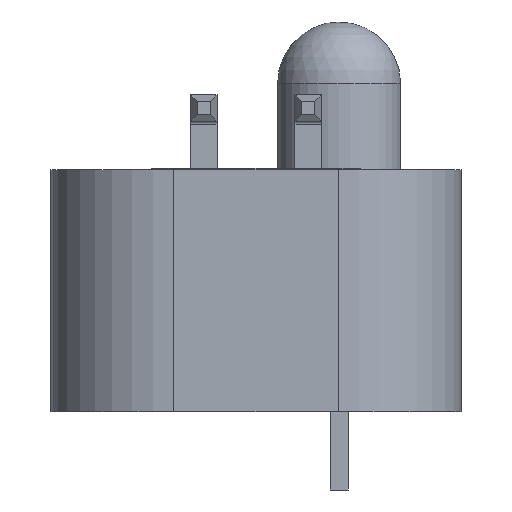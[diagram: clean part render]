
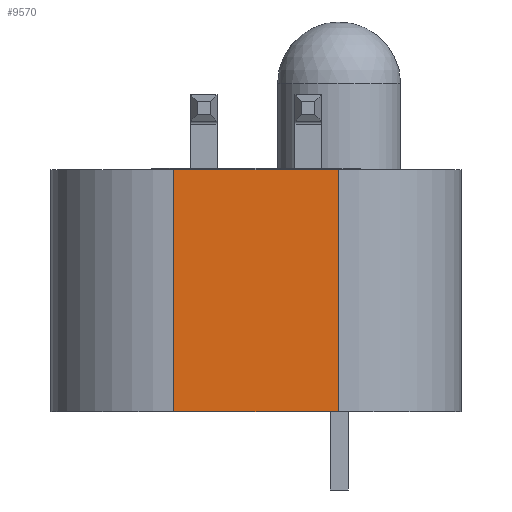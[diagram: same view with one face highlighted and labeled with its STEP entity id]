
A CAD part, front view. The second image highlights one B-rep face of the part: STEP entity #9570.
In plain terms, the highlighted planar face has unit normal (0, -1, 0).
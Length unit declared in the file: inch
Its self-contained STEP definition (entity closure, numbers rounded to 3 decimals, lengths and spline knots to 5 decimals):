
#8700 = PLANE('',#8701);
#8701 = AXIS2_PLACEMENT_3D('',#8702,#8703,#8704);
#8702 = CARTESIAN_POINT('',(-0.19685,0.3937,
    0.14567));
#8703 = DIRECTION('',(0.,0.,1.));
#8704 = DIRECTION('',(1.,0.,0.));
#8782 = VERTEX_POINT('',#8783);
#8783 = CARTESIAN_POINT('',(-0.07874,-0.3937,
    0.14567));
#8798 = CYLINDRICAL_SURFACE('',#8799,0.11811);
#8799 = AXIS2_PLACEMENT_3D('',#8800,#8801,#8802);
#8800 = CARTESIAN_POINT('',(-0.07874,-0.27559,
    -0.08661));
#8801 = DIRECTION('',(0.,0.,1.));
#8802 = DIRECTION('',(-1.,0.,0.));
#8810 = EDGE_CURVE('',#8811,#8782,#8813,.T.);
#8811 = VERTEX_POINT('',#8812);
#8812 = CARTESIAN_POINT('',(0.07874,-0.3937,
    0.14567));
#8813 = SURFACE_CURVE('',#8814,(#8818,#8825),.PCURVE_S1.);
#8814 = LINE('',#8815,#8816);
#8815 = CARTESIAN_POINT('',(0.19685,-0.3937,
    0.14567));
#8816 = VECTOR('',#8817,0.03937);
#8817 = DIRECTION('',(-1.,0.,0.));
#8818 = PCURVE('',#8700,#8819);
#8819 = DEFINITIONAL_REPRESENTATION('',(#8820),#8824);
#8820 = LINE('',#8821,#8822);
#8821 = CARTESIAN_POINT('',(0.394,-0.787));
#8822 = VECTOR('',#8823,1.);
#8823 = DIRECTION('',(-1.,0.));
#8824 = ( GEOMETRIC_REPRESENTATION_CONTEXT(2) 
PARAMETRIC_REPRESENTATION_CONTEXT() REPRESENTATION_CONTEXT('2D SPACE',''
  ) );
#8825 = PCURVE('',#8826,#8831);
#8826 = PLANE('',#8827);
#8827 = AXIS2_PLACEMENT_3D('',#8828,#8829,#8830);
#8828 = CARTESIAN_POINT('',(0.19685,-0.3937,
    -0.08661));
#8829 = DIRECTION('',(0.,1.,0.));
#8830 = DIRECTION('',(0.,0.,1.));
#8831 = DEFINITIONAL_REPRESENTATION('',(#8832),#8836);
#8832 = LINE('',#8833,#8834);
#8833 = CARTESIAN_POINT('',(0.232,0.));
#8834 = VECTOR('',#8835,1.);
#8835 = DIRECTION('',(0.,-1.));
#8836 = ( GEOMETRIC_REPRESENTATION_CONTEXT(2) 
PARAMETRIC_REPRESENTATION_CONTEXT() REPRESENTATION_CONTEXT('2D SPACE',''
  ) );
#8859 = CYLINDRICAL_SURFACE('',#8860,0.11811);
#8860 = AXIS2_PLACEMENT_3D('',#8861,#8862,#8863);
#8861 = CARTESIAN_POINT('',(0.07874,-0.27559,
    -0.08661));
#8862 = DIRECTION('',(0.,0.,1.));
#8863 = DIRECTION('',(1.,0.,-0.));
#9232 = PLANE('',#9233);
#9233 = AXIS2_PLACEMENT_3D('',#9234,#9235,#9236);
#9234 = CARTESIAN_POINT('',(-0.19685,-0.3937,
    -0.08661));
#9235 = DIRECTION('',(0.,0.,-1.));
#9236 = DIRECTION('',(-1.,0.,0.));
#9471 = VERTEX_POINT('',#9472);
#9472 = CARTESIAN_POINT('',(-0.07874,-0.3937,
    -0.08661));
#9498 = EDGE_CURVE('',#9471,#8782,#9499,.T.);
#9499 = SURFACE_CURVE('',#9500,(#9504,#9511),.PCURVE_S1.);
#9500 = LINE('',#9501,#9502);
#9501 = CARTESIAN_POINT('',(-0.07874,-0.3937,
    -0.08661));
#9502 = VECTOR('',#9503,0.03937);
#9503 = DIRECTION('',(0.,0.,1.));
#9504 = PCURVE('',#8798,#9505);
#9505 = DEFINITIONAL_REPRESENTATION('',(#9506),#9510);
#9506 = LINE('',#9507,#9508);
#9507 = CARTESIAN_POINT('',(1.571,0.));
#9508 = VECTOR('',#9509,1.);
#9509 = DIRECTION('',(0.,1.));
#9510 = ( GEOMETRIC_REPRESENTATION_CONTEXT(2) 
PARAMETRIC_REPRESENTATION_CONTEXT() REPRESENTATION_CONTEXT('2D SPACE',''
  ) );
#9511 = PCURVE('',#8826,#9512);
#9512 = DEFINITIONAL_REPRESENTATION('',(#9513),#9517);
#9513 = LINE('',#9514,#9515);
#9514 = CARTESIAN_POINT('',(0.,-0.276));
#9515 = VECTOR('',#9516,1.);
#9516 = DIRECTION('',(1.,0.));
#9517 = ( GEOMETRIC_REPRESENTATION_CONTEXT(2) 
PARAMETRIC_REPRESENTATION_CONTEXT() REPRESENTATION_CONTEXT('2D SPACE',''
  ) );
#9525 = VERTEX_POINT('',#9526);
#9526 = CARTESIAN_POINT('',(0.07874,-0.3937,
    -0.08661));
#9548 = EDGE_CURVE('',#9525,#8811,#9549,.T.);
#9549 = SURFACE_CURVE('',#9550,(#9554,#9561),.PCURVE_S1.);
#9550 = LINE('',#9551,#9552);
#9551 = CARTESIAN_POINT('',(0.07874,-0.3937,
    -0.08661));
#9552 = VECTOR('',#9553,0.03937);
#9553 = DIRECTION('',(0.,0.,1.));
#9554 = PCURVE('',#8859,#9555);
#9555 = DEFINITIONAL_REPRESENTATION('',(#9556),#9560);
#9556 = LINE('',#9557,#9558);
#9557 = CARTESIAN_POINT('',(-1.571,0.));
#9558 = VECTOR('',#9559,1.);
#9559 = DIRECTION('',(-0.,1.));
#9560 = ( GEOMETRIC_REPRESENTATION_CONTEXT(2) 
PARAMETRIC_REPRESENTATION_CONTEXT() REPRESENTATION_CONTEXT('2D SPACE',''
  ) );
#9561 = PCURVE('',#8826,#9562);
#9562 = DEFINITIONAL_REPRESENTATION('',(#9563),#9567);
#9563 = LINE('',#9564,#9565);
#9564 = CARTESIAN_POINT('',(0.,-0.118));
#9565 = VECTOR('',#9566,1.);
#9566 = DIRECTION('',(1.,0.));
#9567 = ( GEOMETRIC_REPRESENTATION_CONTEXT(2) 
PARAMETRIC_REPRESENTATION_CONTEXT() REPRESENTATION_CONTEXT('2D SPACE',''
  ) );
#9570 = ADVANCED_FACE('',(#9571),#8826,.F.);
#9571 = FACE_BOUND('',#9572,.F.);
#9572 = EDGE_LOOP('',(#9573,#9574,#9575,#9596));
#9573 = ORIENTED_EDGE('',*,*,#8810,.F.);
#9574 = ORIENTED_EDGE('',*,*,#9548,.F.);
#9575 = ORIENTED_EDGE('',*,*,#9576,.F.);
#9576 = EDGE_CURVE('',#9471,#9525,#9577,.T.);
#9577 = SURFACE_CURVE('',#9578,(#9582,#9589),.PCURVE_S1.);
#9578 = LINE('',#9579,#9580);
#9579 = CARTESIAN_POINT('',(-0.19685,-0.3937,
    -0.08661));
#9580 = VECTOR('',#9581,0.03937);
#9581 = DIRECTION('',(1.,0.,0.));
#9582 = PCURVE('',#8826,#9583);
#9583 = DEFINITIONAL_REPRESENTATION('',(#9584),#9588);
#9584 = LINE('',#9585,#9586);
#9585 = CARTESIAN_POINT('',(0.,-0.394));
#9586 = VECTOR('',#9587,1.);
#9587 = DIRECTION('',(0.,1.));
#9588 = ( GEOMETRIC_REPRESENTATION_CONTEXT(2) 
PARAMETRIC_REPRESENTATION_CONTEXT() REPRESENTATION_CONTEXT('2D SPACE',''
  ) );
#9589 = PCURVE('',#9232,#9590);
#9590 = DEFINITIONAL_REPRESENTATION('',(#9591),#9595);
#9591 = LINE('',#9592,#9593);
#9592 = CARTESIAN_POINT('',(0.,0.));
#9593 = VECTOR('',#9594,1.);
#9594 = DIRECTION('',(-1.,0.));
#9595 = ( GEOMETRIC_REPRESENTATION_CONTEXT(2) 
PARAMETRIC_REPRESENTATION_CONTEXT() REPRESENTATION_CONTEXT('2D SPACE',''
  ) );
#9596 = ORIENTED_EDGE('',*,*,#9498,.T.);
